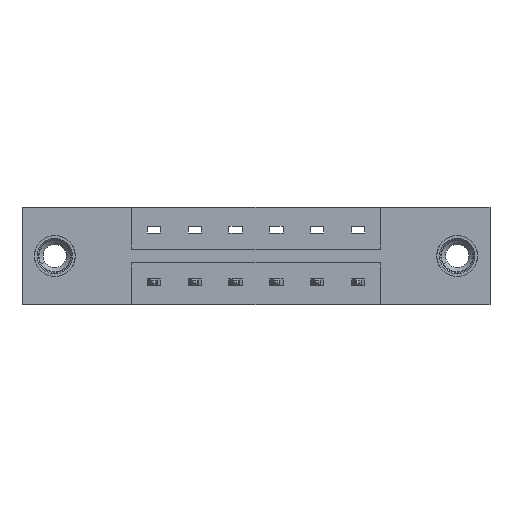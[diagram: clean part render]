
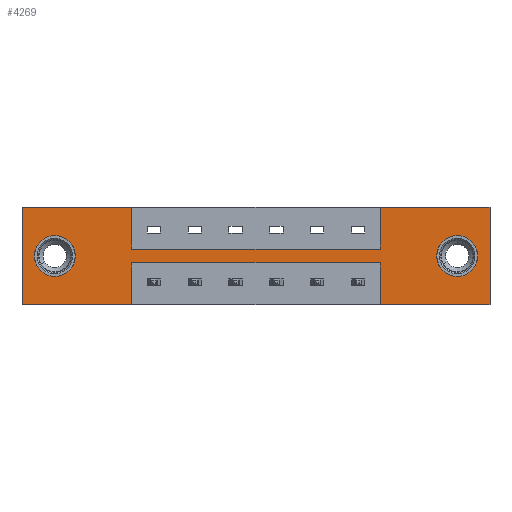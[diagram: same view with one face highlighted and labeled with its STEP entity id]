
A CAD part, front view. The second image highlights one B-rep face of the part: STEP entity #4269.
In plain terms, the highlighted planar face has unit normal (0, -1, 0).
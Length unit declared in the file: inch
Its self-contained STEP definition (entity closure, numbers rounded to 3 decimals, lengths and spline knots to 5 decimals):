
#4 = CARTESIAN_POINT ( 'NONE',  ( 0., 0., 0. ) ) ;
#138 = VERTEX_POINT ( 'NONE', #6577 ) ;
#303 = EDGE_CURVE ( 'NONE', #1111, #8770, #2264, .T. ) ;
#367 = DIRECTION ( 'NONE',  ( -1., 0., 0. ) ) ;
#511 = VERTEX_POINT ( 'NONE', #7260 ) ;
#644 = ORIENTED_EDGE ( 'NONE', *, *, #2372, .F. ) ;
#673 = FACE_BOUND ( 'NONE', #5132, .T. ) ;
#718 = CARTESIAN_POINT ( 'NONE',  ( 1.3665, 0., -0.37 ) ) ;
#768 = LINE ( 'NONE', #3722, #2421 ) ;
#792 = EDGE_CURVE ( 'NONE', #1853, #7287, #6858, .T. ) ;
#831 = DIRECTION ( 'NONE',  ( 0., 1., 0. ) ) ;
#908 = CARTESIAN_POINT ( 'NONE',  ( 0.4175, 0., -0.37 ) ) ;
#933 = ORIENTED_EDGE ( 'NONE', *, *, #6104, .T. ) ;
#1011 = CARTESIAN_POINT ( 'NONE',  ( 1.3665, 0., -0.1585 ) ) ;
#1033 = VECTOR ( 'NONE', #4746, 39.37008 ) ;
#1044 = ORIENTED_EDGE ( 'NONE', *, *, #303, .F. ) ;
#1098 = VECTOR ( 'NONE', #1844, 39.37008 ) ;
#1111 = VERTEX_POINT ( 'NONE', #1604 ) ;
#1263 = CARTESIAN_POINT ( 'NONE',  ( 0.4175, 0., -0.1585 ) ) ;
#1290 = CARTESIAN_POINT ( 'NONE',  ( 1.659, 0., -0.263 ) ) ;
#1402 = LINE ( 'NONE', #2022, #5197 ) ;
#1433 = CARTESIAN_POINT ( 'NONE',  ( 0.125, 0., -0.185 ) ) ;
#1488 = CARTESIAN_POINT ( 'NONE',  ( 0., 0., -0.37 ) ) ;
#1534 = FACE_OUTER_BOUND ( 'NONE', #7446, .T. ) ;
#1604 = CARTESIAN_POINT ( 'NONE',  ( 1.784, 0., 0. ) ) ;
#1704 = CIRCLE ( 'NONE', #5121, 0.078 ) ;
#1844 = DIRECTION ( 'NONE',  ( -1., 0., 0. ) ) ;
#1847 = DIRECTION ( 'NONE',  ( 0., 0., -1. ) ) ;
#1853 = VERTEX_POINT ( 'NONE', #7327 ) ;
#1859 = VERTEX_POINT ( 'NONE', #718 ) ;
#1929 = LINE ( 'NONE', #1263, #3657 ) ;
#1999 = DIRECTION ( 'NONE',  ( 0., 0., 1. ) ) ;
#2022 = CARTESIAN_POINT ( 'NONE',  ( 0.4175, 0., -0.2115 ) ) ;
#2076 = VERTEX_POINT ( 'NONE', #4092 ) ;
#2093 = VECTOR ( 'NONE', #6013, 39.37008 ) ;
#2124 = DIRECTION ( 'NONE',  ( 0., 0., -1. ) ) ;
#2129 = DIRECTION ( 'NONE',  ( 1., 0., 0. ) ) ;
#2131 = EDGE_CURVE ( 'NONE', #8770, #1859, #7657, .T. ) ;
#2239 = LINE ( 'NONE', #5201, #4567 ) ;
#2264 = LINE ( 'NONE', #5318, #4826 ) ;
#2277 = ORIENTED_EDGE ( 'NONE', *, *, #9273, .F. ) ;
#2280 = EDGE_LOOP ( 'NONE', ( #6210, #6463 ) ) ;
#2313 = LINE ( 'NONE', #5322, #6743 ) ;
#2372 = EDGE_CURVE ( 'NONE', #5704, #7824, #2239, .T. ) ;
#2407 = VERTEX_POINT ( 'NONE', #6924 ) ;
#2421 = VECTOR ( 'NONE', #6662, 39.37008 ) ;
#2486 = VECTOR ( 'NONE', #2129, 39.37008 ) ;
#2531 = AXIS2_PLACEMENT_3D ( 'NONE', #7739, #8613, #1847 ) ;
#2646 = ORIENTED_EDGE ( 'NONE', *, *, #5918, .F. ) ;
#2743 = CARTESIAN_POINT ( 'NONE',  ( 1.784, 0., -0.37 ) ) ;
#2810 = DIRECTION ( 'NONE',  ( 0., 0., -1. ) ) ;
#2920 = LINE ( 'NONE', #4, #2486 ) ;
#3040 = CARTESIAN_POINT ( 'NONE',  ( 1.3665, 0., -0.2115 ) ) ;
#3080 = DIRECTION ( 'NONE',  ( 0., 0., -1. ) ) ;
#3465 = DIRECTION ( 'NONE',  ( 0., 1., 0. ) ) ;
#3657 = VECTOR ( 'NONE', #2810, 39.37008 ) ;
#3670 = EDGE_CURVE ( 'NONE', #8857, #7978, #1929, .T. ) ;
#3701 = EDGE_CURVE ( 'NONE', #7824, #7426, #1402, .T. ) ;
#3722 = CARTESIAN_POINT ( 'NONE',  ( 0., 0., 0. ) ) ;
#3807 = DIRECTION ( 'NONE',  ( 0., 0., 1. ) ) ;
#3820 = DIRECTION ( 'NONE',  ( 0., -1., 0. ) ) ;
#3833 = EDGE_CURVE ( 'NONE', #1859, #5704, #2313, .T. ) ;
#3924 = EDGE_CURVE ( 'NONE', #7287, #1853, #7961, .T. ) ;
#4092 = CARTESIAN_POINT ( 'NONE',  ( 0.125, 0., -0.107 ) ) ;
#4093 = EDGE_CURVE ( 'NONE', #4976, #2407, #6143, .T. ) ;
#4269 = ADVANCED_FACE ( 'NONE', ( #7420, #673, #1534 ), #8096, .T. ) ;
#4395 = EDGE_CURVE ( 'NONE', #511, #8857, #768, .T. ) ;
#4567 = VECTOR ( 'NONE', #7407, 39.37008 ) ;
#4734 = LINE ( 'NONE', #7707, #5351 ) ;
#4746 = DIRECTION ( 'NONE',  ( 0., 0., 1. ) ) ;
#4826 = VECTOR ( 'NONE', #9021, 39.37008 ) ;
#4972 = DIRECTION ( 'NONE',  ( 0., 0., 1. ) ) ;
#4976 = VERTEX_POINT ( 'NONE', #9378 ) ;
#5121 = AXIS2_PLACEMENT_3D ( 'NONE', #9353, #3465, #4972 ) ;
#5132 = EDGE_LOOP ( 'NONE', ( #933, #7116 ) ) ;
#5152 = EDGE_CURVE ( 'NONE', #7978, #4976, #8016, .T. ) ;
#5197 = VECTOR ( 'NONE', #2124, 39.37008 ) ;
#5201 = CARTESIAN_POINT ( 'NONE',  ( 0.4175, 0., -0.2115 ) ) ;
#5252 = DIRECTION ( 'NONE',  ( 0., 1., 0. ) ) ;
#5318 = CARTESIAN_POINT ( 'NONE',  ( 1.784, 0., 0. ) ) ;
#5322 = CARTESIAN_POINT ( 'NONE',  ( 1.3665, 0., -0.2115 ) ) ;
#5351 = VECTOR ( 'NONE', #1999, 39.37008 ) ;
#5620 = LINE ( 'NONE', #6249, #1098 ) ;
#5704 = VERTEX_POINT ( 'NONE', #3040 ) ;
#5880 = CARTESIAN_POINT ( 'NONE',  ( 0.125, 0., -0.263 ) ) ;
#5894 = ORIENTED_EDGE ( 'NONE', *, *, #2131, .F. ) ;
#5917 = ORIENTED_EDGE ( 'NONE', *, *, #3833, .F. ) ;
#5918 = EDGE_CURVE ( 'NONE', #138, #511, #4734, .T. ) ;
#6013 = DIRECTION ( 'NONE',  ( 1., 0., 0. ) ) ;
#6046 = DIRECTION ( 'NONE',  ( 0., 0., 1. ) ) ;
#6104 = EDGE_CURVE ( 'NONE', #2076, #7401, #7976, .T. ) ;
#6143 = LINE ( 'NONE', #1011, #1033 ) ;
#6192 = ORIENTED_EDGE ( 'NONE', *, *, #9140, .F. ) ;
#6210 = ORIENTED_EDGE ( 'NONE', *, *, #792, .T. ) ;
#6244 = CARTESIAN_POINT ( 'NONE',  ( 0.4175, 0., -0.2115 ) ) ;
#6249 = CARTESIAN_POINT ( 'NONE',  ( 0., 0., -0.37 ) ) ;
#6463 = ORIENTED_EDGE ( 'NONE', *, *, #3924, .T. ) ;
#6577 = CARTESIAN_POINT ( 'NONE',  ( 0., 0., -0.37 ) ) ;
#6662 = DIRECTION ( 'NONE',  ( 1., 0., 0. ) ) ;
#6726 = DIRECTION ( 'NONE',  ( 0., 0., -1. ) ) ;
#6743 = VECTOR ( 'NONE', #6046, 39.37008 ) ;
#6858 = CIRCLE ( 'NONE', #2531, 0.078 ) ;
#6886 = AXIS2_PLACEMENT_3D ( 'NONE', #7436, #831, #6726 ) ;
#6924 = CARTESIAN_POINT ( 'NONE',  ( 1.3665, 0., 0. ) ) ;
#6990 = CARTESIAN_POINT ( 'NONE',  ( 0., 0., -0.37 ) ) ;
#7116 = ORIENTED_EDGE ( 'NONE', *, *, #8739, .T. ) ;
#7260 = CARTESIAN_POINT ( 'NONE',  ( 0., 0., 0. ) ) ;
#7284 = ORIENTED_EDGE ( 'NONE', *, *, #3701, .F. ) ;
#7287 = VERTEX_POINT ( 'NONE', #1290 ) ;
#7297 = CARTESIAN_POINT ( 'NONE',  ( 0.4175, 0., -0.1585 ) ) ;
#7327 = CARTESIAN_POINT ( 'NONE',  ( 1.659, 0., -0.107 ) ) ;
#7401 = VERTEX_POINT ( 'NONE', #5880 ) ;
#7407 = DIRECTION ( 'NONE',  ( -1., 0., 0. ) ) ;
#7420 = FACE_BOUND ( 'NONE', #2280, .T. ) ;
#7426 = VERTEX_POINT ( 'NONE', #908 ) ;
#7436 = CARTESIAN_POINT ( 'NONE',  ( 1.659, 0., -0.185 ) ) ;
#7446 = EDGE_LOOP ( 'NONE', ( #5917, #5894, #1044, #2277, #9440, #9505, #9093, #8563, #2646, #6192, #7284, #644 ) ) ;
#7656 = AXIS2_PLACEMENT_3D ( 'NONE', #1488, #3820, #3080 ) ;
#7657 = LINE ( 'NONE', #6990, #8238 ) ;
#7707 = CARTESIAN_POINT ( 'NONE',  ( 0., 0., 0. ) ) ;
#7739 = CARTESIAN_POINT ( 'NONE',  ( 1.659, 0., -0.185 ) ) ;
#7824 = VERTEX_POINT ( 'NONE', #6244 ) ;
#7961 = CIRCLE ( 'NONE', #6886, 0.078 ) ;
#7976 = CIRCLE ( 'NONE', #8903, 0.078 ) ;
#7978 = VERTEX_POINT ( 'NONE', #8799 ) ;
#8016 = LINE ( 'NONE', #7297, #2093 ) ;
#8043 = CARTESIAN_POINT ( 'NONE',  ( 0.4175, 0., 0. ) ) ;
#8096 = PLANE ( 'NONE',  #7656 ) ;
#8238 = VECTOR ( 'NONE', #367, 39.37008 ) ;
#8563 = ORIENTED_EDGE ( 'NONE', *, *, #4395, .F. ) ;
#8613 = DIRECTION ( 'NONE',  ( 0., 1., 0. ) ) ;
#8739 = EDGE_CURVE ( 'NONE', #7401, #2076, #1704, .T. ) ;
#8770 = VERTEX_POINT ( 'NONE', #2743 ) ;
#8799 = CARTESIAN_POINT ( 'NONE',  ( 0.4175, 0., -0.1585 ) ) ;
#8857 = VERTEX_POINT ( 'NONE', #8043 ) ;
#8903 = AXIS2_PLACEMENT_3D ( 'NONE', #1433, #5252, #3807 ) ;
#9021 = DIRECTION ( 'NONE',  ( 0., 0., -1. ) ) ;
#9093 = ORIENTED_EDGE ( 'NONE', *, *, #3670, .F. ) ;
#9140 = EDGE_CURVE ( 'NONE', #7426, #138, #5620, .T. ) ;
#9273 = EDGE_CURVE ( 'NONE', #2407, #1111, #2920, .T. ) ;
#9353 = CARTESIAN_POINT ( 'NONE',  ( 0.125, 0., -0.185 ) ) ;
#9378 = CARTESIAN_POINT ( 'NONE',  ( 1.3665, 0., -0.1585 ) ) ;
#9440 = ORIENTED_EDGE ( 'NONE', *, *, #4093, .F. ) ;
#9505 = ORIENTED_EDGE ( 'NONE', *, *, #5152, .F. ) ;
